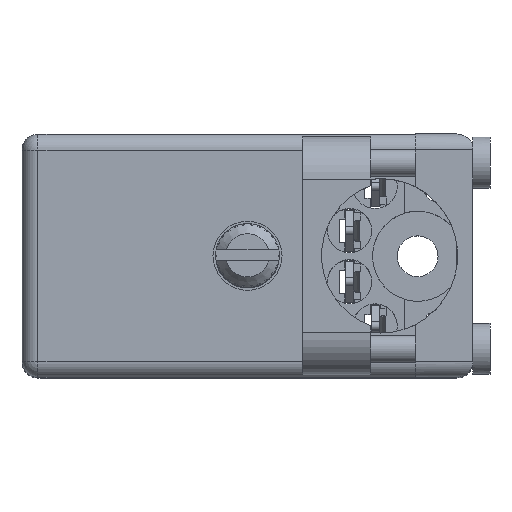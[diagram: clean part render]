
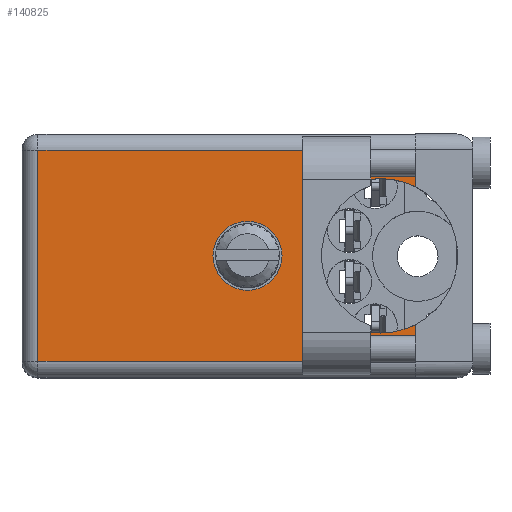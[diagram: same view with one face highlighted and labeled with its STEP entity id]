
A CAD part, top view. The second image highlights one B-rep face of the part: STEP entity #140825.
In plain terms, the highlighted face is planar.
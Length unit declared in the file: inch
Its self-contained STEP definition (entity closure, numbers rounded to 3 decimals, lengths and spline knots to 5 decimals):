
#492 = CARTESIAN_POINT ( 'NONE',  ( 0., 0.906, -0.715 ) ) ;
#4587 = ORIENTED_EDGE ( 'NONE', *, *, #57482, .T. ) ;
#5283 = CARTESIAN_POINT ( 'NONE',  ( 0.047, 0.906, -0.715 ) ) ;
#6065 = DIRECTION ( 'NONE',  ( 0., 0., 1. ) ) ;
#9320 = CARTESIAN_POINT ( 'NONE',  ( 1.053, 0.906, -0.3575 ) ) ;
#9949 = CARTESIAN_POINT ( 'NONE',  ( 0., 0.906, -0.668 ) ) ;
#11623 = ORIENTED_EDGE ( 'NONE', *, *, #177746, .F. ) ;
#12960 = EDGE_LOOP ( 'NONE', ( #111094, #141122 ) ) ;
#17310 = VECTOR ( 'NONE', #172568, 39.37008 ) ;
#22981 = VECTOR ( 'NONE', #102932, 39.37008 ) ;
#24573 = CARTESIAN_POINT ( 'NONE',  ( 1.155, 0.906, -0.047 ) ) ;
#26322 = EDGE_CURVE ( 'NONE', #179351, #164849, #159821, .T. ) ;
#29755 = FACE_BOUND ( 'NONE', #12960, .T. ) ;
#31118 = VERTEX_POINT ( 'NONE', #171939 ) ;
#32273 = CARTESIAN_POINT ( 'NONE',  ( 0.047, 0.906, -0.047 ) ) ;
#32435 = VERTEX_POINT ( 'NONE', #84674 ) ;
#34107 = VERTEX_POINT ( 'NONE', #133668 ) ;
#34992 = VERTEX_POINT ( 'NONE', #32273 ) ;
#40883 = CARTESIAN_POINT ( 'NONE',  ( 1.155, 0.906, 0. ) ) ;
#41179 = DIRECTION ( 'NONE',  ( 0., 1., 0. ) ) ;
#41233 = ORIENTED_EDGE ( 'NONE', *, *, #71417, .F. ) ;
#43084 = AXIS2_PLACEMENT_3D ( 'NONE', #72677, #57423, #88071 ) ;
#47121 = VERTEX_POINT ( 'NONE', #24573 ) ;
#47454 = CARTESIAN_POINT ( 'NONE',  ( 1.155, 0.906, -0.15471 ) ) ;
#53264 = VECTOR ( 'NONE', #188137, 39.37008 ) ;
#55223 = LINE ( 'NONE', #102320, #22981 ) ;
#57423 = DIRECTION ( 'NONE',  ( 0., 1., 0. ) ) ;
#57482 = EDGE_CURVE ( 'NONE', #34992, #47121, #160562, .T. ) ;
#61965 = DIRECTION ( 'NONE',  ( 1., 0., 0. ) ) ;
#63065 = DIRECTION ( 'NONE',  ( 0., 1., 0. ) ) ;
#67587 = DIRECTION ( 'NONE',  ( 0., 0., 1. ) ) ;
#70458 = ORIENTED_EDGE ( 'NONE', *, *, #91347, .F. ) ;
#71417 = EDGE_CURVE ( 'NONE', #156453, #77408, #187142, .T. ) ;
#72080 = CARTESIAN_POINT ( 'NONE',  ( 0.6625, 0.906, -0.256 ) ) ;
#72677 = CARTESIAN_POINT ( 'NONE',  ( 0.6625, 0.906, -0.3575 ) ) ;
#74705 = DIRECTION ( 'NONE',  ( 0., 0., 1. ) ) ;
#77408 = VERTEX_POINT ( 'NONE', #47454 ) ;
#79066 = DIRECTION ( 'NONE',  ( 0., 1., 0. ) ) ;
#81006 = DIRECTION ( 'NONE',  ( 0., 1., 0. ) ) ;
#83471 = ORIENTED_EDGE ( 'NONE', *, *, #158634, .F. ) ;
#84674 = CARTESIAN_POINT ( 'NONE',  ( 0.047, 0.906, -0.668 ) ) ;
#88071 = DIRECTION ( 'NONE',  ( 0., 0., 1. ) ) ;
#91347 = EDGE_CURVE ( 'NONE', #77408, #47121, #55223, .T. ) ;
#93951 = ORIENTED_EDGE ( 'NONE', *, *, #117669, .F. ) ;
#96361 = DIRECTION ( 'NONE',  ( 0., 0., 1. ) ) ;
#96867 = AXIS2_PLACEMENT_3D ( 'NONE', #492, #162379, #74705 ) ;
#102320 = CARTESIAN_POINT ( 'NONE',  ( 1.155, 0.906, 0. ) ) ;
#102932 = DIRECTION ( 'NONE',  ( 0., 0., 1. ) ) ;
#104057 = CIRCLE ( 'NONE', #43084, 0.1015 ) ;
#110109 = ORIENTED_EDGE ( 'NONE', *, *, #167528, .T. ) ;
#111083 = EDGE_CURVE ( 'NONE', #32435, #34992, #186982, .T. ) ;
#111094 = ORIENTED_EDGE ( 'NONE', *, *, #26322, .F. ) ;
#115124 = EDGE_CURVE ( 'NONE', #164849, #179351, #104057, .T. ) ;
#117669 = EDGE_CURVE ( 'NONE', #174243, #31118, #183845, .T. ) ;
#121317 = FACE_OUTER_BOUND ( 'NONE', #177103, .T. ) ;
#127047 = CARTESIAN_POINT ( 'NONE',  ( 1.053, 0.906, -0.3575 ) ) ;
#128604 = CARTESIAN_POINT ( 'NONE',  ( 1.155, 0.906, -0.56029 ) ) ;
#128643 = LINE ( 'NONE', #40883, #53264 ) ;
#129996 = DIRECTION ( 'NONE',  ( 0., 0., 1. ) ) ;
#133668 = CARTESIAN_POINT ( 'NONE',  ( 1.155, 0.906, -0.668 ) ) ;
#139241 = CARTESIAN_POINT ( 'NONE',  ( 1.053, 0.906, -0.1305 ) ) ;
#139603 = CIRCLE ( 'NONE', #183425, 0.227 ) ;
#140825 = ADVANCED_FACE ( 'NONE', ( #121317, #29755 ), #161749, .T. ) ;
#141122 = ORIENTED_EDGE ( 'NONE', *, *, #115124, .F. ) ;
#146738 = VECTOR ( 'NONE', #61965, 39.37008 ) ;
#150318 = VECTOR ( 'NONE', #181325, 39.37008 ) ;
#156407 = CARTESIAN_POINT ( 'NONE',  ( 0.6625, 0.906, -0.459 ) ) ;
#156453 = VERTEX_POINT ( 'NONE', #139241 ) ;
#158634 = EDGE_CURVE ( 'NONE', #31118, #156453, #139603, .T. ) ;
#158855 = CARTESIAN_POINT ( 'NONE',  ( 1.053, 0.906, -0.3575 ) ) ;
#159821 = CIRCLE ( 'NONE', #184617, 0.1015 ) ;
#159911 = AXIS2_PLACEMENT_3D ( 'NONE', #9320, #81006, #96361 ) ;
#160562 = LINE ( 'NONE', #178481, #146738 ) ;
#161749 = PLANE ( 'NONE',  #96867 ) ;
#162379 = DIRECTION ( 'NONE',  ( 0., 1., 0. ) ) ;
#164255 = ORIENTED_EDGE ( 'NONE', *, *, #111083, .T. ) ;
#164849 = VERTEX_POINT ( 'NONE', #156407 ) ;
#167528 = EDGE_CURVE ( 'NONE', #34107, #32435, #179922, .T. ) ;
#171939 = CARTESIAN_POINT ( 'NONE',  ( 1.053, 0.906, -0.5845 ) ) ;
#172568 = DIRECTION ( 'NONE',  ( -1., 0., 0. ) ) ;
#174243 = VERTEX_POINT ( 'NONE', #128604 ) ;
#177103 = EDGE_LOOP ( 'NONE', ( #11623, #110109, #164255, #4587, #70458, #41233, #83471, #93951 ) ) ;
#177746 = EDGE_CURVE ( 'NONE', #34107, #174243, #128643, .T. ) ;
#178481 = CARTESIAN_POINT ( 'NONE',  ( 1.155, 0.906, -0.047 ) ) ;
#179351 = VERTEX_POINT ( 'NONE', #72080 ) ;
#179922 = LINE ( 'NONE', #9949, #17310 ) ;
#181325 = DIRECTION ( 'NONE',  ( 0., 0., 1. ) ) ;
#182709 = CARTESIAN_POINT ( 'NONE',  ( 0.6625, 0.906, -0.3575 ) ) ;
#183425 = AXIS2_PLACEMENT_3D ( 'NONE', #127047, #79066, #67587 ) ;
#183845 = CIRCLE ( 'NONE', #159911, 0.227 ) ;
#184617 = AXIS2_PLACEMENT_3D ( 'NONE', #182709, #63065, #6065 ) ;
#186982 = LINE ( 'NONE', #5283, #150318 ) ;
#187142 = CIRCLE ( 'NONE', #187451, 0.227 ) ;
#187451 = AXIS2_PLACEMENT_3D ( 'NONE', #158855, #41179, #129996 ) ;
#188137 = DIRECTION ( 'NONE',  ( 0., 0., 1. ) ) ;
